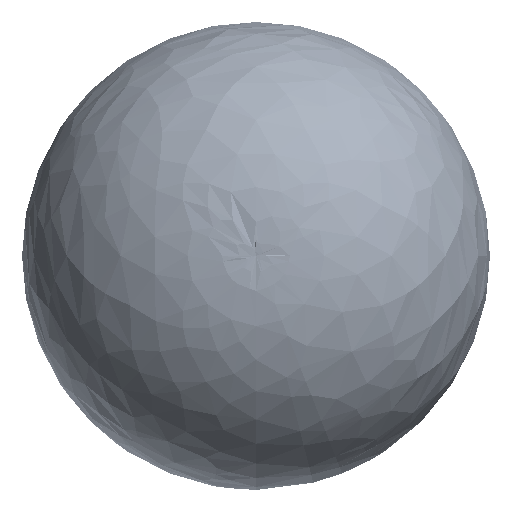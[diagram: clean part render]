
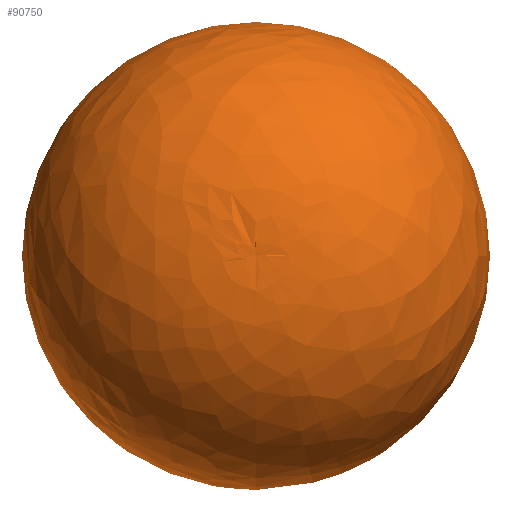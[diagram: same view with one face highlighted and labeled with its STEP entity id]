
A CAD part, top view. The second image highlights one B-rep face of the part: STEP entity #90750.
In plain terms, the highlighted free-form (B-spline) face has degree [2, 2] with [5, 9] control points.
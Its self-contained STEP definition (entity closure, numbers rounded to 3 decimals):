
#1644=(
BOUNDED_SURFACE()
B_SPLINE_SURFACE(2,2,((#243345,#243346,#243347,#243348,#243349,#243350,
#243351,#243352,#243353),(#243354,#243355,#243356,#243357,#243358,#243359,
#243360,#243361,#243362),(#243363,#243364,#243365,#243366,#243367,#243368,
#243369,#243370,#243371),(#243372,#243373,#243374,#243375,#243376,#243377,
#243378,#243379,#243380),(#243381,#243382,#243383,#243384,#243385,#243386,
#243387,#243388,#243389)),.UNSPECIFIED.,.F.,.T.,.F.)
B_SPLINE_SURFACE_WITH_KNOTS((3,2,3),(3,2,2,2,3),(-1.675,-0.336,
1.004),(-3.142,-1.571,0.,1.571,
3.142),.UNSPECIFIED.)
GEOMETRIC_REPRESENTATION_ITEM()
RATIONAL_B_SPLINE_SURFACE(((1.,0.707,1.,0.707,1.,
0.707,1.,0.707,1.),(0.784,0.554,
0.784,0.554,0.784,0.554,
0.784,0.554,0.784),(1.,0.707,
1.,0.707,1.,0.707,1.,0.707,1.),(0.784,
0.554,0.784,0.554,0.784,
0.554,0.784,0.554,0.784),
(1.,0.707,1.,0.707,1.,0.707,1.,0.707,
1.)))
REPRESENTATION_ITEM('')
SURFACE()
);
#14747=FACE_OUTER_BOUND('',#20954,.T.);
#20954=EDGE_LOOP('',(#79730,#79731,#79732));
#33584=CIRCLE('',#101555,1540.572);
#33585=CIRCLE('',#101556,2402.296);
#41561=VERTEX_POINT('',#243390);
#41562=VERTEX_POINT('',#243392);
#54286=EDGE_CURVE('',#41561,#41561,#33584,.T.);
#54287=EDGE_CURVE('',#41561,#41562,#33585,.T.);
#79730=ORIENTED_EDGE('',*,*,#54286,.F.);
#79731=ORIENTED_EDGE('',*,*,#54287,.T.);
#79732=ORIENTED_EDGE('',*,*,#54287,.F.);
#90750=ADVANCED_FACE('',(#14747),#1644,.F.);
#101555=AXIS2_PLACEMENT_3D('',#243391,#125486,#125487);
#101556=AXIS2_PLACEMENT_3D('',#243393,#125488,#125489);
#125486=DIRECTION('center_axis',(0.,-1.,0.));
#125487=DIRECTION('ref_axis',(1.,0.,0.));
#125488=DIRECTION('center_axis',(-1.,0.,0.));
#125489=DIRECTION('ref_axis',(0.,0.,
1.));
#243345=CARTESIAN_POINT('Ctrl Pts',(-250.,2389.252,
0.));
#243346=CARTESIAN_POINT('Ctrl Pts',(-250.,2389.252,
0.));
#243347=CARTESIAN_POINT('Ctrl Pts',(-250.,2389.252,
0.));
#243348=CARTESIAN_POINT('Ctrl Pts',(-250.,2389.252,
0.));
#243349=CARTESIAN_POINT('Ctrl Pts',(-250.,2389.252,
0.));
#243350=CARTESIAN_POINT('Ctrl Pts',(-250.,2389.252,
0.));
#243351=CARTESIAN_POINT('Ctrl Pts',(-250.,2389.252,
0.));
#243352=CARTESIAN_POINT('Ctrl Pts',(-250.,2389.252,
0.));
#243353=CARTESIAN_POINT('Ctrl Pts',(-250.,2389.252,
0.));
#243354=CARTESIAN_POINT('Ctrl Pts',(-250.,2587.184,
1891.637));
#243355=CARTESIAN_POINT('Ctrl Pts',(-2141.637,2587.184,
1891.637));
#243356=CARTESIAN_POINT('Ctrl Pts',(-2141.637,2587.184,
0.));
#243357=CARTESIAN_POINT('Ctrl Pts',(-2141.637,2587.184,
-1891.637));
#243358=CARTESIAN_POINT('Ctrl Pts',(-250.,2587.184,
-1891.637));
#243359=CARTESIAN_POINT('Ctrl Pts',(1641.637,2587.184,-1891.637));
#243360=CARTESIAN_POINT('Ctrl Pts',(1641.637,2587.184,0.));
#243361=CARTESIAN_POINT('Ctrl Pts',(1641.637,2587.184,1891.637));
#243362=CARTESIAN_POINT('Ctrl Pts',(-250.,2587.184,
1891.637));
#243363=CARTESIAN_POINT('Ctrl Pts',(-250.,791.388,2518.2));
#243364=CARTESIAN_POINT('Ctrl Pts',(-2768.2,791.388,
2518.2));
#243365=CARTESIAN_POINT('Ctrl Pts',(-2768.2,791.388,
0.));
#243366=CARTESIAN_POINT('Ctrl Pts',(-2768.2,791.388,
-2518.2));
#243367=CARTESIAN_POINT('Ctrl Pts',(-250.,791.388,-2518.2));
#243368=CARTESIAN_POINT('Ctrl Pts',(2268.2,791.388,-2518.2));
#243369=CARTESIAN_POINT('Ctrl Pts',(2268.2,791.388,0.));
#243370=CARTESIAN_POINT('Ctrl Pts',(2268.2,791.388,2518.2));
#243371=CARTESIAN_POINT('Ctrl Pts',(-250.,791.388,2518.2));
#243372=CARTESIAN_POINT('Ctrl Pts',(-250.,-1004.409,3144.763));
#243373=CARTESIAN_POINT('Ctrl Pts',(-3394.763,-1004.409,
3144.763));
#243374=CARTESIAN_POINT('Ctrl Pts',(-3394.763,-1004.409,
0.));
#243375=CARTESIAN_POINT('Ctrl Pts',(-3394.763,-1004.409,
-3144.763));
#243376=CARTESIAN_POINT('Ctrl Pts',(-250.,-1004.409,-3144.763));
#243377=CARTESIAN_POINT('Ctrl Pts',(2894.763,-1004.409,
-3144.763));
#243378=CARTESIAN_POINT('Ctrl Pts',(2894.763,-1004.409,
0.));
#243379=CARTESIAN_POINT('Ctrl Pts',(2894.763,-1004.409,
3144.763));
#243380=CARTESIAN_POINT('Ctrl Pts',(-250.,-1004.409,3144.763));
#243381=CARTESIAN_POINT('Ctrl Pts',(-250.,-2026.19,1540.572));
#243382=CARTESIAN_POINT('Ctrl Pts',(-1790.572,-2026.19,
1540.572));
#243383=CARTESIAN_POINT('Ctrl Pts',(-1790.572,-2026.19,
0.));
#243384=CARTESIAN_POINT('Ctrl Pts',(-1790.572,-2026.19,
-1540.572));
#243385=CARTESIAN_POINT('Ctrl Pts',(-250.,-2026.19,-1540.572));
#243386=CARTESIAN_POINT('Ctrl Pts',(1290.572,-2026.19,
-1540.572));
#243387=CARTESIAN_POINT('Ctrl Pts',(1290.572,-2026.19,
0.));
#243388=CARTESIAN_POINT('Ctrl Pts',(1290.572,-2026.19,
1540.572));
#243389=CARTESIAN_POINT('Ctrl Pts',(-250.,-2026.19,1540.572));
#243390=CARTESIAN_POINT('',(-250.,-2026.19,1540.572));
#243391=CARTESIAN_POINT('Origin',(-250.,-2026.19,0.));
#243392=CARTESIAN_POINT('',(-250.,2389.252,0.));
#243393=CARTESIAN_POINT('Origin',(-250.,0.,250.));
